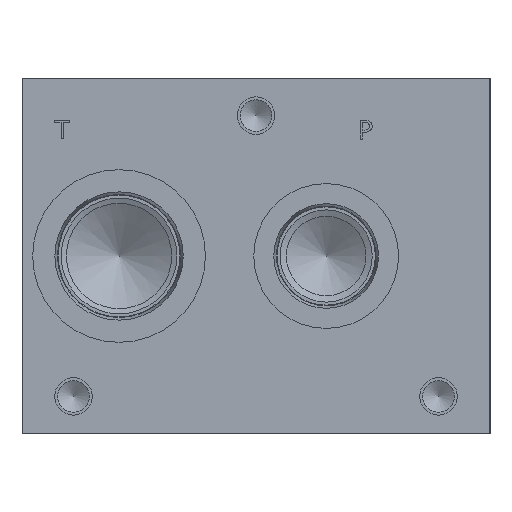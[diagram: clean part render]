
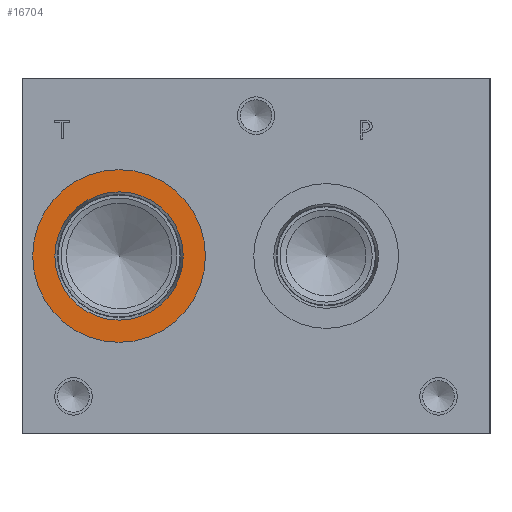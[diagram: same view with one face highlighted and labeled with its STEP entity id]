
A CAD part, left-side view. The second image highlights one B-rep face of the part: STEP entity #16704.
In plain terms, the highlighted planar face has unit normal (-1, 0, 0).
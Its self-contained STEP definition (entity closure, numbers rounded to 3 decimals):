
#735=CIRCLE('',#17720,29.286);
#736=CIRCLE('',#17721,29.286);
#737=CIRCLE('',#17723,21.755);
#738=CIRCLE('',#17724,21.755);
#1429=FACE_BOUND('',#3202,.T.);
#2213=FACE_OUTER_BOUND('',#3201,.T.);
#3201=EDGE_LOOP('',(#14142,#14143));
#3202=EDGE_LOOP('',(#14144,#14145));
#7689=VERTEX_POINT('',#28337);
#7690=VERTEX_POINT('',#28339);
#7691=VERTEX_POINT('',#28343);
#7692=VERTEX_POINT('',#28344);
#9923=EDGE_CURVE('',#7689,#7690,#735,.T.);
#9924=EDGE_CURVE('',#7690,#7689,#736,.T.);
#9925=EDGE_CURVE('',#7691,#7692,#737,.T.);
#9926=EDGE_CURVE('',#7692,#7691,#738,.T.);
#14142=ORIENTED_EDGE('',*,*,#9924,.F.);
#14143=ORIENTED_EDGE('',*,*,#9923,.F.);
#14144=ORIENTED_EDGE('',*,*,#9925,.T.);
#14145=ORIENTED_EDGE('',*,*,#9926,.T.);
#15408=PLANE('',#17722);
#16704=ADVANCED_FACE('',(#2213,#1429),#15408,.F.);
#17720=AXIS2_PLACEMENT_3D('',#28340,#21138,#21139);
#17721=AXIS2_PLACEMENT_3D('',#28341,#21140,#21141);
#17722=AXIS2_PLACEMENT_3D('',#28342,#21142,#21143);
#17723=AXIS2_PLACEMENT_3D('',#28345,#21144,#21145);
#17724=AXIS2_PLACEMENT_3D('',#28346,#21146,#21147);
#21138=DIRECTION('center_axis',(1.,0.,0.));
#21139=DIRECTION('ref_axis',(0.,0.,-1.));
#21140=DIRECTION('center_axis',(1.,0.,0.));
#21141=DIRECTION('ref_axis',(0.,0.,-1.));
#21142=DIRECTION('center_axis',(1.,0.,0.));
#21143=DIRECTION('ref_axis',(0.,0.,-1.));
#21144=DIRECTION('center_axis',(1.,0.,0.));
#21145=DIRECTION('ref_axis',(0.,0.,-1.));
#21146=DIRECTION('center_axis',(1.,0.,0.));
#21147=DIRECTION('ref_axis',(0.,0.,-1.));
#28337=CARTESIAN_POINT('',(0.787,125.832,31.039));
#28339=CARTESIAN_POINT('',(0.787,125.832,89.611));
#28340=CARTESIAN_POINT('Origin',(0.787,125.832,60.325));
#28341=CARTESIAN_POINT('Origin',(0.787,125.832,60.325));
#28342=CARTESIAN_POINT('Origin',(0.787,125.832,82.08));
#28343=CARTESIAN_POINT('',(0.787,125.832,82.08));
#28344=CARTESIAN_POINT('',(0.787,125.832,38.57));
#28345=CARTESIAN_POINT('Origin',(0.787,125.832,60.325));
#28346=CARTESIAN_POINT('Origin',(0.787,125.832,60.325));
